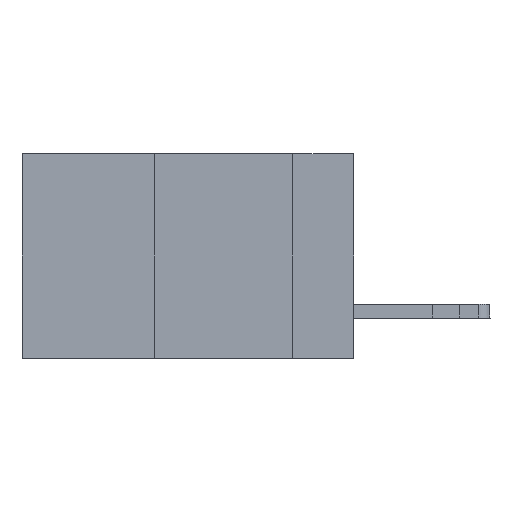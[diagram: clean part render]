
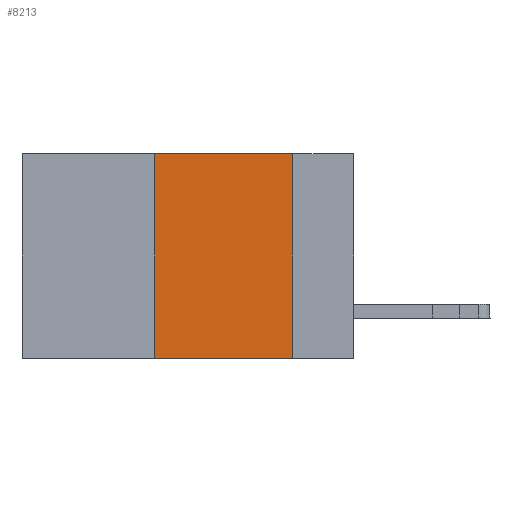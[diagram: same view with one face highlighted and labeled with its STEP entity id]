
A CAD part, left-side view. The second image highlights one B-rep face of the part: STEP entity #8213.
In plain terms, the highlighted planar face has unit normal (-1, 0, 0).
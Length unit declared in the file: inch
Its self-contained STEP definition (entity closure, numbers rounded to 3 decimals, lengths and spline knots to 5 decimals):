
#39 = VERTEX_POINT ( 'NONE', #15226 ) ;
#314 = LINE ( 'NONE', #12604, #18913 ) ;
#381 = VERTEX_POINT ( 'NONE', #19244 ) ;
#1667 = VERTEX_POINT ( 'NONE', #7805 ) ;
#1801 = VECTOR ( 'NONE', #12148, 39.37008 ) ;
#2685 = VECTOR ( 'NONE', #12900, 39.37008 ) ;
#2949 = ORIENTED_EDGE ( 'NONE', *, *, #6096, .T. ) ;
#3301 = LINE ( 'NONE', #20850, #2685 ) ;
#5804 = FACE_OUTER_BOUND ( 'NONE', #15236, .T. ) ;
#6096 = EDGE_CURVE ( 'NONE', #39, #1667, #314, .T. ) ;
#7306 = EDGE_CURVE ( 'NONE', #39, #381, #3301, .T. ) ;
#7805 = CARTESIAN_POINT ( 'NONE',  ( 0., 0.11, -0.37 ) ) ;
#8213 = ADVANCED_FACE ( 'NONE', ( #5804 ), #14797, .F. ) ;
#8339 = AXIS2_PLACEMENT_3D ( 'NONE', #23031, #15930, #23011 ) ;
#8519 = EDGE_CURVE ( 'NONE', #13388, #1667, #16865, .T. ) ;
#10266 = EDGE_CURVE ( 'NONE', #381, #13388, #11603, .T. ) ;
#11603 = LINE ( 'NONE', #19017, #1801 ) ;
#11924 = CARTESIAN_POINT ( 'NONE',  ( 0., 0.11, 0. ) ) ;
#12148 = DIRECTION ( 'NONE',  ( 0., -1., 0. ) ) ;
#12192 = DIRECTION ( 'NONE',  ( 0., -1., 0. ) ) ;
#12604 = CARTESIAN_POINT ( 'NONE',  ( 0., 0.6, -0.37 ) ) ;
#12900 = DIRECTION ( 'NONE',  ( 0., 0., 1. ) ) ;
#13388 = VERTEX_POINT ( 'NONE', #22812 ) ;
#14797 = PLANE ( 'NONE',  #8339 ) ;
#15226 = CARTESIAN_POINT ( 'NONE',  ( 0., 0.36, -0.37 ) ) ;
#15236 = EDGE_LOOP ( 'NONE', ( #16061, #16660, #17504, #2949 ) ) ;
#15930 = DIRECTION ( 'NONE',  ( 1., 0., 0. ) ) ;
#16061 = ORIENTED_EDGE ( 'NONE', *, *, #8519, .F. ) ;
#16322 = VECTOR ( 'NONE', #22153, 39.37008 ) ;
#16660 = ORIENTED_EDGE ( 'NONE', *, *, #10266, .F. ) ;
#16865 = LINE ( 'NONE', #11924, #16322 ) ;
#17504 = ORIENTED_EDGE ( 'NONE', *, *, #7306, .F. ) ;
#18913 = VECTOR ( 'NONE', #12192, 39.37008 ) ;
#19017 = CARTESIAN_POINT ( 'NONE',  ( 0., 0.6, 0. ) ) ;
#19244 = CARTESIAN_POINT ( 'NONE',  ( 0., 0.36, 0. ) ) ;
#20850 = CARTESIAN_POINT ( 'NONE',  ( 0., 0.36, 0. ) ) ;
#22153 = DIRECTION ( 'NONE',  ( 0., 0., -1. ) ) ;
#22812 = CARTESIAN_POINT ( 'NONE',  ( 0., 0.11, 0. ) ) ;
#23011 = DIRECTION ( 'NONE',  ( 0., 0., -1. ) ) ;
#23031 = CARTESIAN_POINT ( 'NONE',  ( 0., 0.6, 0. ) ) ;
